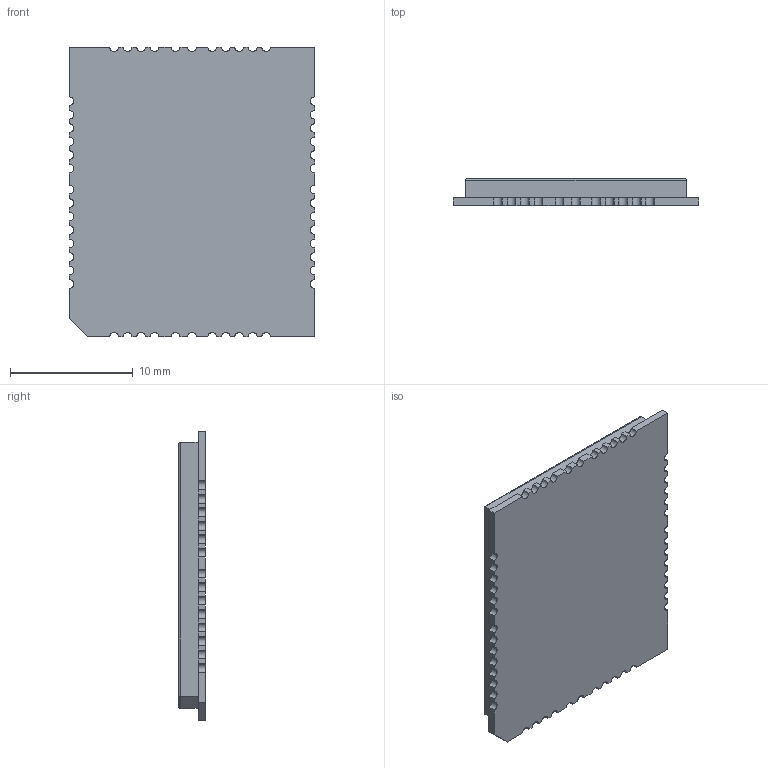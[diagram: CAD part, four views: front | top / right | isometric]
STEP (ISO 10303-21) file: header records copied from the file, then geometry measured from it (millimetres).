
FILE_DESCRIPTION(/* description */ (''),/* implementation_level */ '2;1');
FILE_NAME(/* name */ 'BC92.step',/* time_stamp */ '2020-11-12T00:16:42+06:00',/* author */ (''),/* organization */ (''),/* preprocessor_version */ 'ST-DEVELOPER v18.1',/* originating_system */ 'Autodesk Translation Framework v9.3.0.1241',/* authorisation */ '');
FILE_SCHEMA (('AUTOMOTIVE_DESIGN { 1 0 10303 214 3 1 1 }'));
Length unit declared in the file: millimetre
Products named in the file (1): BC92
Bounding box: 20 x 2.2 x 23.6 mm (x, y, z)
Volume: 900.5 mm3; surface area: 1107.3 mm2
Topology: 1 solids, 1 shells, 118 faces, 340 edges, 225 vertices
Faces by surface type: plane 63, cylinder 55
Entity records: 4062 total; most frequent: CARTESIAN_POINT 684, DIRECTION 683, ORIENTED_EDGE 680, EDGE_CURVE 340, LINE 235, VECTOR 235, VERTEX_POINT 225, AXIS2_PLACEMENT_3D 224
